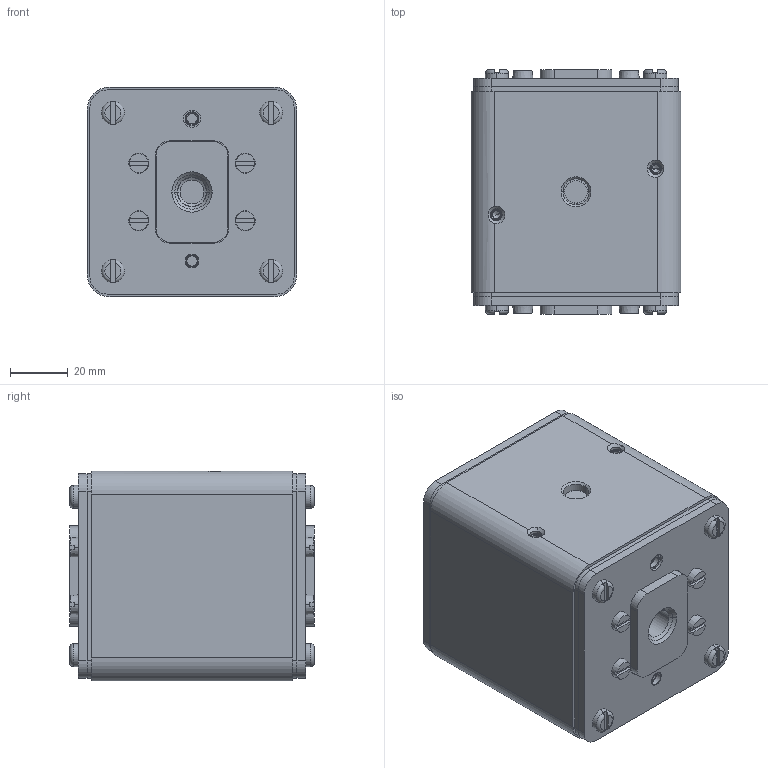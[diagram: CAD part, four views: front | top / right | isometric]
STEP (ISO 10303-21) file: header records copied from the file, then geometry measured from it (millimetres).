
FILE_DESCRIPTION((''),'2;1');
FILE_NAME('004735140_ASM','2022-01-05T',('said.beganovic'),('Audax d.o.o.'),'CREO PARAMETRIC BY PTC INC, 2017020','CREO PARAMETRIC BY PTC INC, 2017020','');
FILE_SCHEMA(('AUTOMOTIVE_DESIGN { 1 0 10303 214 1 1 1 1 }'));
Length unit declared in the file: millimetre
Products named in the file (9): 0000031897; 0000029777; 0000030688; 0000029773; 0000011599; 0000037876; 0000015360; 0000037877; 004735140_ASM
Assembly tree (28 placements, depth 2):
  004735140_ASM
    0000031897
    0000029777  x2
    0000030688  x2
    0000029773  x2
    0000011599  x4
    0000037876  x8
    0000015360  x8
    0000037877
Bounding box: 73 x 85 x 73 mm (x, y, z)
Volume: 431068.5 mm3; surface area: 91328.2 mm2
Topology: 28 solids, 56 shells, 968 faces, 2300 edges, 1438 vertices
Faces by surface type: cylinder 409, plane 287, cone 184, torus 88
Entity records: 22274 total; most frequent: CARTESIAN_POINT 2959, DIRECTION 2694, ORIENTED_EDGE 2196, PRESENTATION_STYLE_ASSIGNMENT 1415, STYLED_ITEM 1364, CURVE_STYLE 1130, EDGE_CURVE 1130, AXIS2_PLACEMENT_3D 1087
